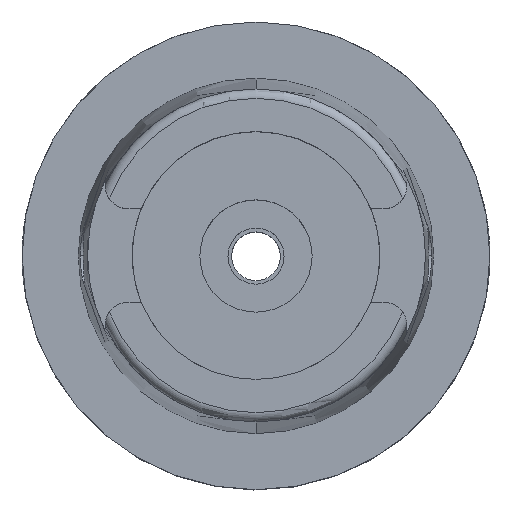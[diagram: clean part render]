
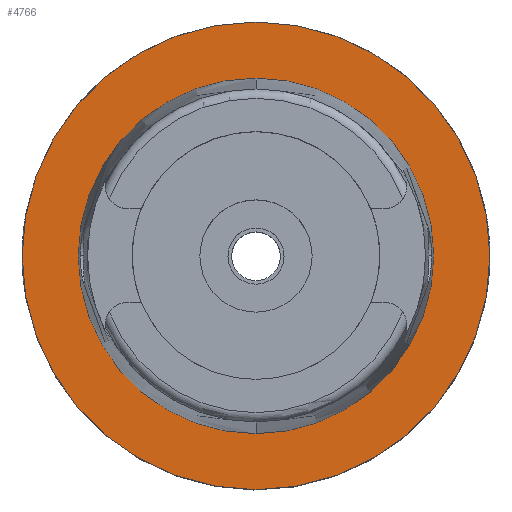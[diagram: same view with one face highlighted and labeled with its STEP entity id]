
A CAD part, top view. The second image highlights one B-rep face of the part: STEP entity #4766.
In plain terms, the highlighted planar face has unit normal (0, 0, 1).
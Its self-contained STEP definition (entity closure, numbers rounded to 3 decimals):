
#7 = VERTEX_POINT ( 'NONE', #2593 ) ;
#64 = EDGE_CURVE ( 'NONE', #3621, #5030, #2410, .T. ) ;
#254 = EDGE_CURVE ( 'NONE', #2192, #7, #1955, .T. ) ;
#366 = CARTESIAN_POINT ( 'NONE',  ( 0., -50., 0. ) ) ;
#439 = DIRECTION ( 'NONE',  ( 0., 0., -1. ) ) ;
#608 = PLANE ( 'NONE',  #3150 ) ;
#634 = DIRECTION ( 'NONE',  ( 1., 0., 0. ) ) ;
#637 = DIRECTION ( 'NONE',  ( 0., 0., 1. ) ) ;
#796 = DIRECTION ( 'NONE',  ( 0., -1., 0. ) ) ;
#809 = CIRCLE ( 'NONE', #4891, 50. ) ;
#1168 = DIRECTION ( 'NONE',  ( 0., -1., 0. ) ) ;
#1560 = EDGE_LOOP ( 'NONE', ( #3912, #4055 ) ) ;
#1639 = ORIENTED_EDGE ( 'NONE', *, *, #3036, .F. ) ;
#1833 = CIRCLE ( 'NONE', #5015, 38. ) ;
#1848 = FACE_BOUND ( 'NONE', #3299, .T. ) ;
#1955 = CIRCLE ( 'NONE', #2780, 38. ) ;
#2192 = VERTEX_POINT ( 'NONE', #5144 ) ;
#2363 = DIRECTION ( 'NONE',  ( 0., 1., 0. ) ) ;
#2410 = CIRCLE ( 'NONE', #3582, 50. ) ;
#2444 = CARTESIAN_POINT ( 'NONE',  ( 0., 50., 0. ) ) ;
#2593 = CARTESIAN_POINT ( 'NONE',  ( 0., 38., 0. ) ) ;
#2735 = CARTESIAN_POINT ( 'NONE',  ( 0., 0., 0. ) ) ;
#2780 = AXIS2_PLACEMENT_3D ( 'NONE', #4675, #4208, #796 ) ;
#2948 = DIRECTION ( 'NONE',  ( 0., 0., -1. ) ) ;
#3036 = EDGE_CURVE ( 'NONE', #7, #2192, #1833, .T. ) ;
#3150 = AXIS2_PLACEMENT_3D ( 'NONE', #2735, #4090, #634 ) ;
#3152 = ORIENTED_EDGE ( 'NONE', *, *, #254, .F. ) ;
#3299 = EDGE_LOOP ( 'NONE', ( #1639, #3152 ) ) ;
#3441 = DIRECTION ( 'NONE',  ( 0., 1., 0. ) ) ;
#3582 = AXIS2_PLACEMENT_3D ( 'NONE', #5464, #439, #3441 ) ;
#3607 = FACE_OUTER_BOUND ( 'NONE', #1560, .T. ) ;
#3621 = VERTEX_POINT ( 'NONE', #2444 ) ;
#3671 = CARTESIAN_POINT ( 'NONE',  ( 0., 0., 0. ) ) ;
#3794 = EDGE_CURVE ( 'NONE', #5030, #3621, #809, .T. ) ;
#3912 = ORIENTED_EDGE ( 'NONE', *, *, #64, .F. ) ;
#4055 = ORIENTED_EDGE ( 'NONE', *, *, #3794, .F. ) ;
#4090 = DIRECTION ( 'NONE',  ( 0., 0., 1. ) ) ;
#4208 = DIRECTION ( 'NONE',  ( 0., 0., 1. ) ) ;
#4675 = CARTESIAN_POINT ( 'NONE',  ( 0., 0., 0. ) ) ;
#4766 = ADVANCED_FACE ( 'NONE', ( #3607, #1848 ), #608, .T. ) ;
#4891 = AXIS2_PLACEMENT_3D ( 'NONE', #5095, #2948, #1168 ) ;
#5015 = AXIS2_PLACEMENT_3D ( 'NONE', #3671, #637, #2363 ) ;
#5030 = VERTEX_POINT ( 'NONE', #366 ) ;
#5095 = CARTESIAN_POINT ( 'NONE',  ( 0., 0., 0. ) ) ;
#5144 = CARTESIAN_POINT ( 'NONE',  ( 0., -38., 0. ) ) ;
#5464 = CARTESIAN_POINT ( 'NONE',  ( 0., 0., 0. ) ) ;
